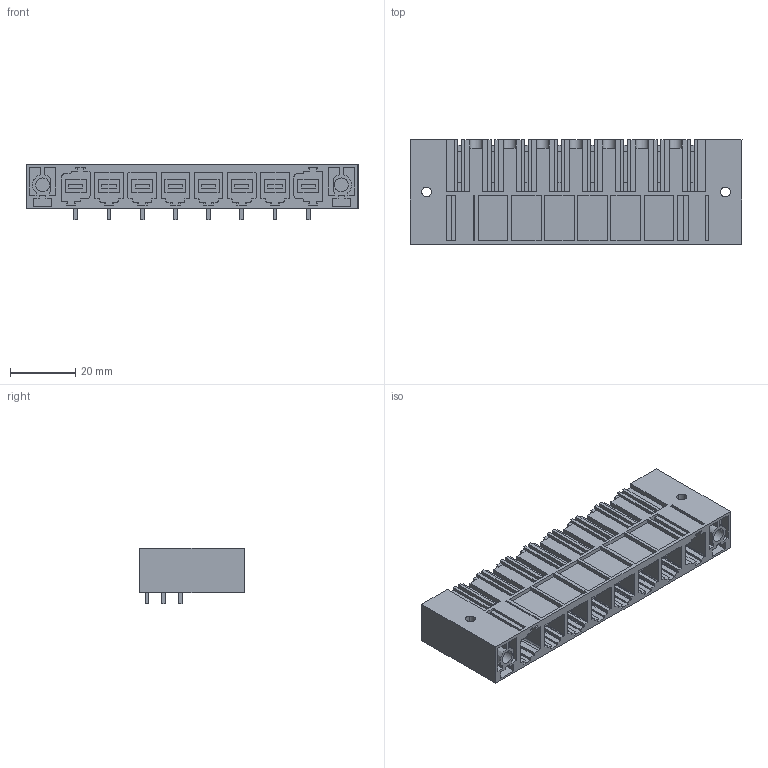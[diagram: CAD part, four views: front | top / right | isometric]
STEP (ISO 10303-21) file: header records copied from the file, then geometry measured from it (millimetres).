
FILE_DESCRIPTION(('CATIA V5 STEP Exchange','CAx-IF Rec.Pracs.--- Model Styling and Organization---1.2---2011-12-15'),'2;1');
FILE_NAME ('D1457536_0_1851180000_1851180000.stp','2018-03-09T05:26:03+00:00',('none'),('Weidmueller'),'CATIA Version 5-6 Release 2014','CATIA V5 STEP AP214','none');
FILE_SCHEMA(('AUTOMOTIVE_DESIGN { 1 0 10303 214 1 1 1 1 }'));
Length unit declared in the file: millimetre
Products named in the file (1): 1851180000
Bounding box: 101.6 x 32 x 17.1 mm (x, y, z)
Volume: 27175.3 mm3; surface area: 27469.3 mm2
Topology: 11 solids, 11 shells, 1224 faces, 3569 edges, 2410 vertices
Faces by surface type: plane 1076, extrusion 113, cylinder 35
Entity records: 39619 total; most frequent: CARTESIAN_POINT 8345, ORIENTED_EDGE 7138, DIRECTION 4737, EDGE_CURVE 3569, VECTOR 3372, LINE 3259, VERTEX_POINT 2410, EDGE_LOOP 1291
